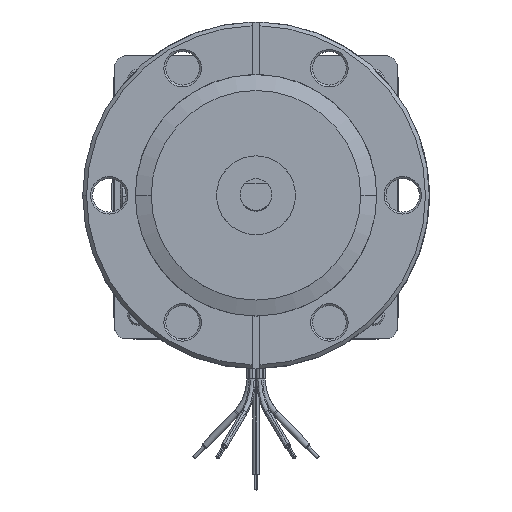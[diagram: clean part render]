
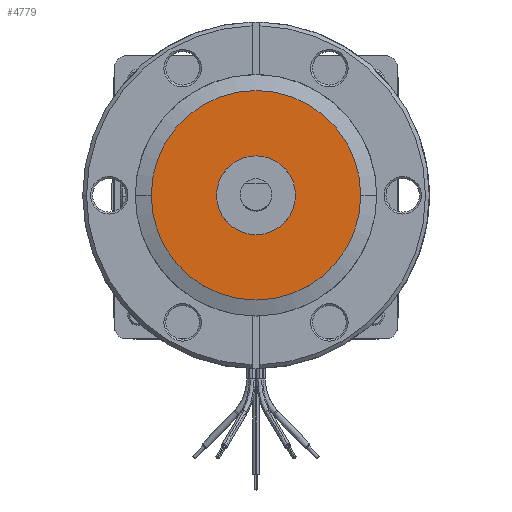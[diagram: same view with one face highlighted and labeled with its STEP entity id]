
A CAD part, top view. The second image highlights one B-rep face of the part: STEP entity #4779.
In plain terms, the highlighted planar face has unit normal (0, 0, 1).
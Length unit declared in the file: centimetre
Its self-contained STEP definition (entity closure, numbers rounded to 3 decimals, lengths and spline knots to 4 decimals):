
#930 = AXIS2_PLACEMENT_3D ( 'NONE', #85934, #85935, #85936 ) ;
#4779 = ADVANCED_FACE ( 'NONE', ( #39723, #39717 ), #59120, .T. ) ;
#5562 = CARTESIAN_POINT ( 'NONE',  ( -2.0955, 0., -0.1295 ) ) ;
#7695 = AXIS2_PLACEMENT_3D ( 'NONE', #61479, #61480, #61481 ) ;
#8696 = AXIS2_PLACEMENT_3D ( 'NONE', #12450, #12452, #12453 ) ;
#12291 = EDGE_CURVE ( 'NONE', #38667, #38668, #17177, .T. ) ;
#12450 = CARTESIAN_POINT ( 'NONE',  ( 0., 0., -0.1295 ) ) ;
#12452 = DIRECTION ( 'NONE',  ( 0., 0., -1. ) ) ;
#12453 = DIRECTION ( 'NONE',  ( 1., 0., 0. ) ) ;
#15748 = VERTEX_POINT ( 'NONE', #73600 ) ;
#17177 = CIRCLE ( 'NONE', #58590, 0.7899 ) ;
#32514 = EDGE_LOOP ( 'NONE', ( #62803, #62808 ) ) ;
#32541 = EDGE_LOOP ( 'NONE', ( #62799, #62801 ) ) ;
#38667 = VERTEX_POINT ( 'NONE', #94685 ) ;
#38668 = VERTEX_POINT ( 'NONE', #94687 ) ;
#39717 = FACE_BOUND ( 'NONE', #32514, .T. ) ;
#39723 = FACE_OUTER_BOUND ( 'NONE', #32541, .T. ) ;
#43514 = EDGE_CURVE ( 'NONE', #15748, #80345, #63821, .T. ) ;
#49536 = CIRCLE ( 'NONE', #8696, 0.7899 ) ;
#56876 = EDGE_CURVE ( 'NONE', #38668, #38667, #49536, .T. ) ;
#58013 = EDGE_CURVE ( 'NONE', #80345, #15748, #79658, .T. ) ;
#58134 = AXIS2_PLACEMENT_3D ( 'NONE', #59114, #59122, #59123 ) ;
#58590 = AXIS2_PLACEMENT_3D ( 'NONE', #72680, #72681, #72682 ) ;
#59114 = CARTESIAN_POINT ( 'NONE',  ( 0., 2.0955, -0.1295 ) ) ;
#59120 = PLANE ( 'NONE',  #58134 ) ;
#59122 = DIRECTION ( 'NONE',  ( 0., 0., 1. ) ) ;
#59123 = DIRECTION ( 'NONE',  ( 1., 0., 0. ) ) ;
#61479 = CARTESIAN_POINT ( 'NONE',  ( 0., 0., -0.1295 ) ) ;
#61480 = DIRECTION ( 'NONE',  ( 0., 0., 1. ) ) ;
#61481 = DIRECTION ( 'NONE',  ( -1., 0., 0. ) ) ;
#62799 = ORIENTED_EDGE ( 'NONE', *, *, #58013, .T. ) ;
#62801 = ORIENTED_EDGE ( 'NONE', *, *, #43514, .T. ) ;
#62803 = ORIENTED_EDGE ( 'NONE', *, *, #12291, .T. ) ;
#62808 = ORIENTED_EDGE ( 'NONE', *, *, #56876, .T. ) ;
#63821 = CIRCLE ( 'NONE', #7695, 2.0955 ) ;
#72680 = CARTESIAN_POINT ( 'NONE',  ( 0., 0., -0.1295 ) ) ;
#72681 = DIRECTION ( 'NONE',  ( 0., 0., -1. ) ) ;
#72682 = DIRECTION ( 'NONE',  ( 1., 0., 0. ) ) ;
#73600 = CARTESIAN_POINT ( 'NONE',  ( 2.0955, 0., -0.1295 ) ) ;
#79658 = CIRCLE ( 'NONE', #930, 2.0955 ) ;
#80345 = VERTEX_POINT ( 'NONE', #5562 ) ;
#85934 = CARTESIAN_POINT ( 'NONE',  ( 0., 0., -0.1295 ) ) ;
#85935 = DIRECTION ( 'NONE',  ( 0., 0., 1. ) ) ;
#85936 = DIRECTION ( 'NONE',  ( -1., 0., 0. ) ) ;
#94685 = CARTESIAN_POINT ( 'NONE',  ( 0.7899, 0., -0.1295 ) ) ;
#94687 = CARTESIAN_POINT ( 'NONE',  ( -0.7899, 0., -0.1295 ) ) ;
